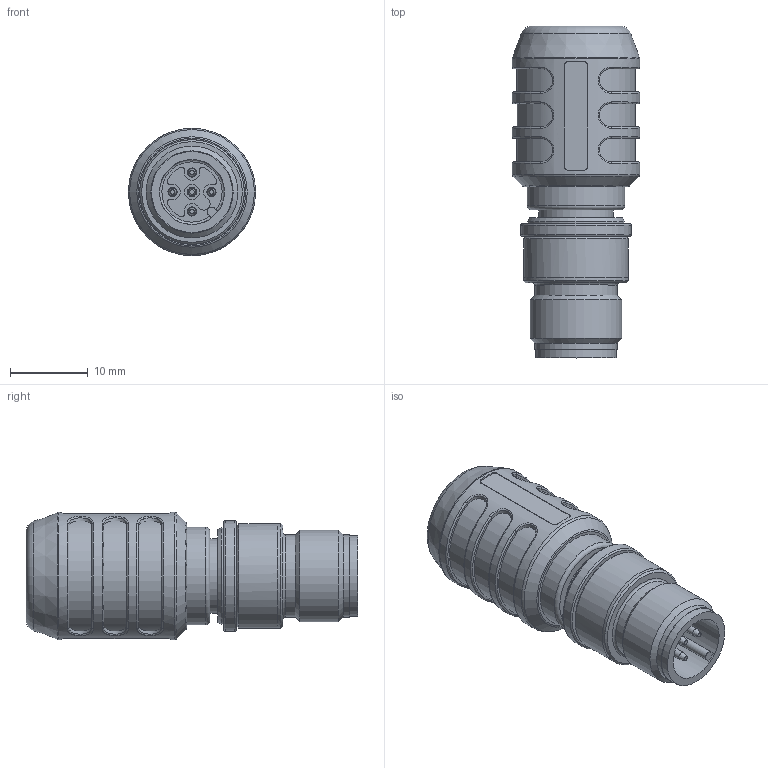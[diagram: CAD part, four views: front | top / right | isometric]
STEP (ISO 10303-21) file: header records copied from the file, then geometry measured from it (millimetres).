
FILE_DESCRIPTION(/* description */ (''),/* implementation_level */ '2;1');
FILE_NAME(/* name */ 'CD-WAS5-AS.stp',/* time_stamp */ '2018-09-19T13:17:52+02:00',/* author */ (''),/* organization */ (''),/* preprocessor_version */ 'ST-DEVELOPER v16',/* originating_system */ 'SIEMENS PLM Software NX 10.0',/* authorisation */ '');
FILE_SCHEMA (('AUTOMOTIVE_DESIGN { 1 0 10303 214 3 1 1 1 }'));
Length unit declared in the file: millimetre
Products named in the file (1): CD-WAS5-AS
Bounding box: 16.4 x 42.8 x 16.4 mm (x, y, z)
Volume: 6148.9 mm3; surface area: 2882.1 mm2
Topology: 1 solids, 1 shells, 169 faces, 389 edges, 241 vertices
Faces by surface type: cylinder 66, plane 51, torus 27, cone 13, bspline 12
Full cylindrical faces by diameter (mm): 1 x10, 1.95 x1, 8.375 x1, 9.6 x1, 10.45 x1, 10.6 x2, 11.85 x1, 12.5 x1, 12.6 x1, 13.5 x1, 14.25 x1, 16.4 x1
Entity records: 5944 total; most frequent: CARTESIAN_POINT 2377, DIRECTION 764, ORIENTED_EDGE 654, AXIS2_PLACEMENT_3D 331, EDGE_CURVE 327, EDGE_LOOP 239, VERTEX_POINT 230, CIRCLE 173
